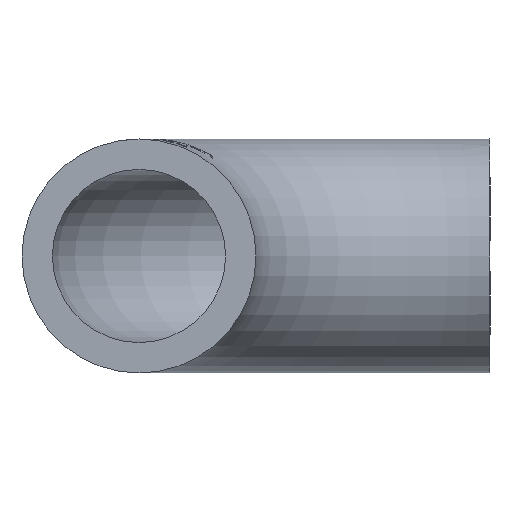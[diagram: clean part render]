
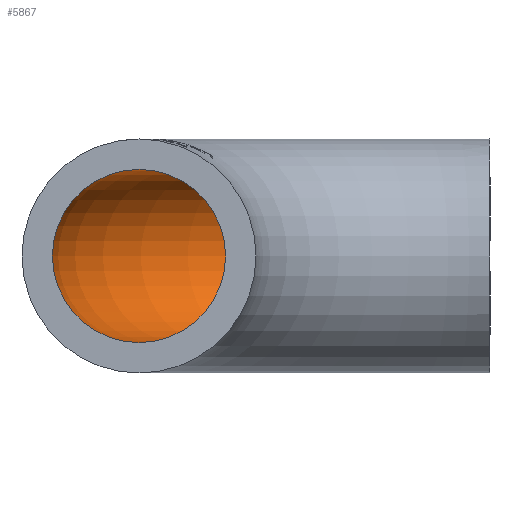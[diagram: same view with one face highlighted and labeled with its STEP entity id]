
A CAD part, front view. The second image highlights one B-rep face of the part: STEP entity #5867.
In plain terms, the highlighted toroidal (fillet/blend) face has major radius 19.05 mm and minor radius 4.699 mm.
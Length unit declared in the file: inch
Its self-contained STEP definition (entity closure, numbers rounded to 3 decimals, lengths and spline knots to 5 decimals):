
#15=CIRCLE('',#6032,0.185);
#16=CIRCLE('',#6033,0.185);
#49=FACE_BOUND('',#1628,.T.);
#1267=FACE_OUTER_BOUND('',#1627,.T.);
#1627=EDGE_LOOP('',(#5474));
#1628=EDGE_LOOP('',(#5475));
#2816=VERTEX_POINT('',#13534);
#2817=VERTEX_POINT('',#13536);
#3705=EDGE_CURVE('',#2816,#2816,#15,.T.);
#3706=EDGE_CURVE('',#2817,#2817,#16,.T.);
#5474=ORIENTED_EDGE('',*,*,#3705,.F.);
#5475=ORIENTED_EDGE('',*,*,#3706,.F.);
#5516=TOROIDAL_SURFACE('',#6031,0.75,0.185);
#5867=ADVANCED_FACE('',(#1267,#49),#5516,.F.);
#6031=AXIS2_PLACEMENT_3D('',#13533,#6648,#6649);
#6032=AXIS2_PLACEMENT_3D('',#13535,#6650,#6651);
#6033=AXIS2_PLACEMENT_3D('',#13537,#6652,#6653);
#6648=DIRECTION('center_axis',(0.,0.,-1.));
#6649=DIRECTION('ref_axis',(-1.,0.,0.));
#6650=DIRECTION('center_axis',(-1.,0.,0.));
#6651=DIRECTION('ref_axis',(0.,1.,0.));
#6652=DIRECTION('center_axis',(0.,1.,0.));
#6653=DIRECTION('ref_axis',(-1.,0.,0.));
#13533=CARTESIAN_POINT('Origin',(0.75,0.,0.));
#13534=CARTESIAN_POINT('',(0.75,0.935,0.));
#13535=CARTESIAN_POINT('Origin',(0.75,0.75,0.));
#13536=CARTESIAN_POINT('',(-0.185,0.,0.));
#13537=CARTESIAN_POINT('Origin',(0.,0.,0.));
